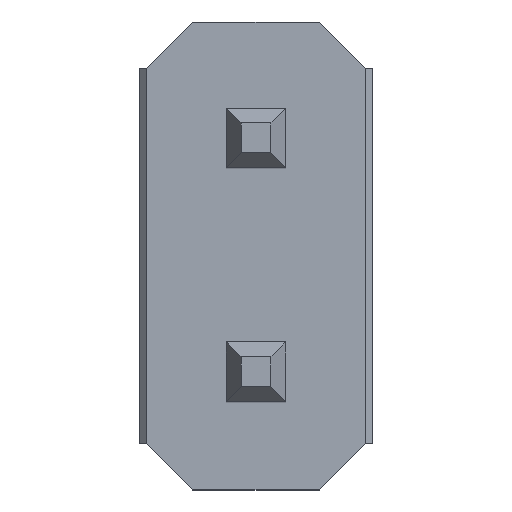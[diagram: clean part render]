
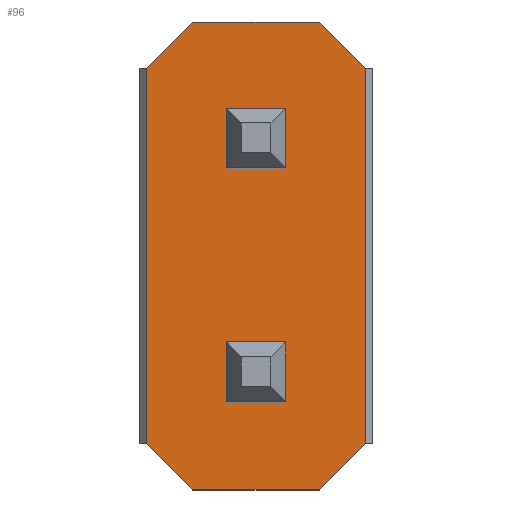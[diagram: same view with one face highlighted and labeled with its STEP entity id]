
A CAD part, top view. The second image highlights one B-rep face of the part: STEP entity #96.
In plain terms, the highlighted planar face has unit normal (0, 0, 1).
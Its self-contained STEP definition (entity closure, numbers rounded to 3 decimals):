
#96=ADVANCED_FACE('',(#542),#544,.T.);
#542=FACE_BOUND('',#543,.T.);
#543=EDGE_LOOP('',(#886,#887,#888,#889,#890,#891,#892,#893));
#544=PLANE('',#545);
#545=AXIS2_PLACEMENT_3D('',#546,#547,#548);
#546=CARTESIAN_POINT('',(0.,0.,2.5));
#547=DIRECTION('',(0.,0.,1.));
#548=DIRECTION('',(1.,0.,0.));
#886=ORIENTED_EDGE('',*,*,#1094,.T.);
#887=ORIENTED_EDGE('',*,*,#1095,.T.);
#888=ORIENTED_EDGE('',*,*,#1096,.T.);
#889=ORIENTED_EDGE('',*,*,#1097,.T.);
#890=ORIENTED_EDGE('',*,*,#1098,.T.);
#891=ORIENTED_EDGE('',*,*,#1099,.T.);
#892=ORIENTED_EDGE('',*,*,#1100,.T.);
#893=ORIENTED_EDGE('',*,*,#1101,.T.);
#1094=EDGE_CURVE('',#1206,#1207,#1208,.F.);
#1095=EDGE_CURVE('',#1207,#1209,#1210,.T.);
#1096=EDGE_CURVE('',#1209,#1211,#1212,.T.);
#1097=EDGE_CURVE('',#1211,#1213,#1214,.T.);
#1098=EDGE_CURVE('',#1213,#1215,#1216,.F.);
#1099=EDGE_CURVE('',#1215,#1217,#1218,.T.);
#1100=EDGE_CURVE('',#1217,#1219,#1220,.T.);
#1101=EDGE_CURVE('',#1219,#1206,#1221,.T.);
#1206=VERTEX_POINT('',#1386);
#1207=VERTEX_POINT('',#1387);
#1208=LINE('',#1388,#1389);
#1209=VERTEX_POINT('',#1391);
#1210=LINE('',#1392,#1393);
#1211=VERTEX_POINT('',#1395);
#1212=LINE('',#1396,#1397);
#1213=VERTEX_POINT('',#1399);
#1214=LINE('',#1400,#1401);
#1215=VERTEX_POINT('',#1403);
#1216=LINE('',#1404,#1405);
#1217=VERTEX_POINT('',#1407);
#1218=LINE('',#1408,#1409);
#1219=VERTEX_POINT('',#1411);
#1220=LINE('',#1412,#1413);
#1221=LINE('',#1415,#1416);
#1386=CARTESIAN_POINT('',(-1.185,3.31,2.5));
#1387=CARTESIAN_POINT('',(-1.185,-0.77,2.5));
#1388=CARTESIAN_POINT('',(-1.185,-0.77,2.5));
#1389=VECTOR('',#1390,1.);
#1390=DIRECTION('',(0.,1.,0.));
#1391=CARTESIAN_POINT('',(-0.685,-1.27,2.5));
#1392=CARTESIAN_POINT('',(-1.185,-0.77,2.5));
#1393=VECTOR('',#1394,1.);
#1394=DIRECTION('',(0.707,-0.707,0.));
#1395=CARTESIAN_POINT('',(0.685,-1.27,2.5));
#1396=CARTESIAN_POINT('',(-0.685,-1.27,2.5));
#1397=VECTOR('',#1398,1.);
#1398=DIRECTION('',(1.,0.,0.));
#1399=CARTESIAN_POINT('',(1.185,-0.77,2.5));
#1400=CARTESIAN_POINT('',(0.685,-1.27,2.5));
#1401=VECTOR('',#1402,1.);
#1402=DIRECTION('',(0.707,0.707,0.));
#1403=CARTESIAN_POINT('',(1.185,3.31,2.5));
#1404=CARTESIAN_POINT('',(1.185,3.31,2.5));
#1405=VECTOR('',#1406,1.);
#1406=DIRECTION('',(0.,-1.,0.));
#1407=CARTESIAN_POINT('',(0.685,3.81,2.5));
#1408=CARTESIAN_POINT('',(1.185,3.31,2.5));
#1409=VECTOR('',#1410,1.);
#1410=DIRECTION('',(-0.707,0.707,0.));
#1411=CARTESIAN_POINT('',(-0.685,3.81,2.5));
#1412=CARTESIAN_POINT('',(0.685,3.81,2.5));
#1413=VECTOR('',#1414,1.);
#1414=DIRECTION('',(-1.,0.,0.));
#1415=CARTESIAN_POINT('',(-0.685,3.81,2.5));
#1416=VECTOR('',#1417,1.);
#1417=DIRECTION('',(-0.707,-0.707,0.));
